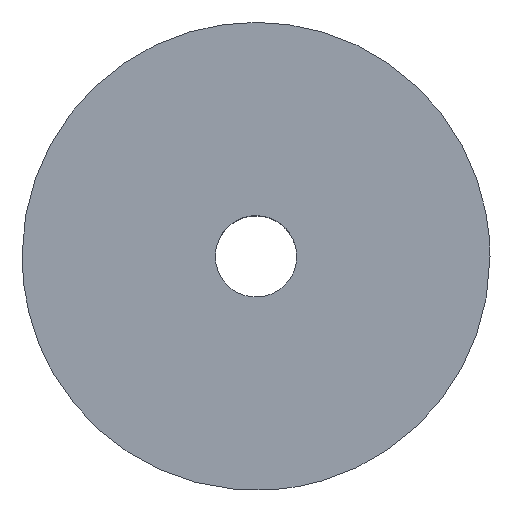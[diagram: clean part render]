
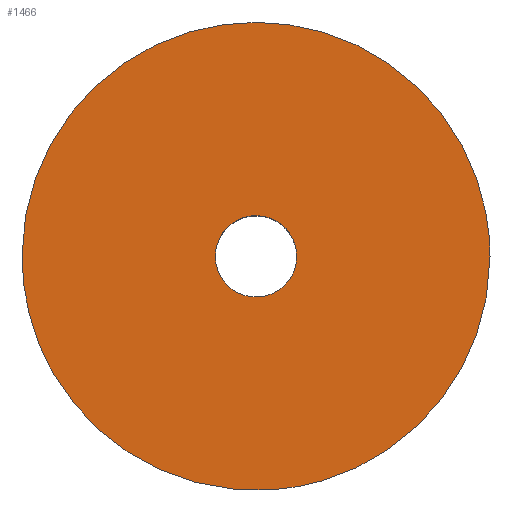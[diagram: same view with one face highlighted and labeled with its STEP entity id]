
A CAD part, top view. The second image highlights one B-rep face of the part: STEP entity #1466.
In plain terms, the highlighted free-form (B-spline) face has degree [1, 1] with [2, 2] control points.
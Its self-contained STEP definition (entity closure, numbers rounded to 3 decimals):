
#716=CARTESIAN_POINT('',(0.902,-11.465,14.));
#717=VERTEX_POINT('',#716);
#723=CARTESIAN_POINT('',(-10.693,-4.231,14.));
#724=VERTEX_POINT('',#723);
#725=CARTESIAN_POINT('',(0.902,-11.465,14.));
#726=CARTESIAN_POINT('',(0.452,-11.5,14.));
#727=CARTESIAN_POINT('',(0.,-11.5,14.));
#728=CARTESIAN_POINT('',(-7.817,-11.5,14.));
#729=CARTESIAN_POINT('',(-10.693,-4.231,14.));
#737=(BOUNDED_CURVE()B_SPLINE_CURVE(2,(#725,#726,#727,#728,#729),.UNSPECIFIED.,.F.,.U.)B_SPLINE_CURVE_WITH_KNOTS((3,2,3),(0.736,0.75,0.938),.UNSPECIFIED.)CURVE()GEOMETRIC_REPRESENTATION_ITEM()RATIONAL_B_SPLINE_CURVE((0.97,0.984,1.0,0.78,0.89))REPRESENTATION_ITEM(''));
#738=EDGE_CURVE('',#717,#724,#737,.T.);
#790=CARTESIAN_POINT('',(-11.5,0.0,14.0));
#791=VERTEX_POINT('',#790);
#792=CARTESIAN_POINT('',(-10.693,-4.231,14.));
#793=CARTESIAN_POINT('',(-11.5,-2.192,14.));
#794=CARTESIAN_POINT('',(-11.5,0.0,14.0));
#802=(BOUNDED_CURVE()B_SPLINE_CURVE(2,(#792,#793,#794),.UNSPECIFIED.,.F.,.U.)B_SPLINE_CURVE_WITH_KNOTS((3,3),(0.938,1.0),.UNSPECIFIED.)CURVE()GEOMETRIC_REPRESENTATION_ITEM()RATIONAL_B_SPLINE_CURVE((0.89,0.927,1.0))REPRESENTATION_ITEM(''));
#803=EDGE_CURVE('',#724,#791,#802,.T.);
#805=CARTESIAN_POINT('',(11.5,0.0,14.0));
#806=VERTEX_POINT('',#805);
#807=CARTESIAN_POINT('',(-11.5,0.0,14.0));
#808=CARTESIAN_POINT('',(-11.5,11.5,14.));
#809=CARTESIAN_POINT('',(0.0,11.5,14.0));
#810=CARTESIAN_POINT('',(11.5,11.5,14.));
#811=CARTESIAN_POINT('',(11.5,0.0,14.0));
#819=(BOUNDED_CURVE()B_SPLINE_CURVE(2,(#807,#808,#809,#810,#811),.UNSPECIFIED.,.F.,.U.)B_SPLINE_CURVE_WITH_KNOTS((3,2,3),(0.0,0.25,0.5),.UNSPECIFIED.)CURVE()GEOMETRIC_REPRESENTATION_ITEM()RATIONAL_B_SPLINE_CURVE((1.0,0.707,1.0,0.707,1.0))REPRESENTATION_ITEM(''));
#820=EDGE_CURVE('',#791,#806,#819,.T.);
#822=CARTESIAN_POINT('',(11.5,0.0,14.0));
#823=CARTESIAN_POINT('',(11.5,-10.63,14.));
#824=CARTESIAN_POINT('',(0.902,-11.465,14.));
#832=(BOUNDED_CURVE()B_SPLINE_CURVE(2,(#822,#823,#824),.UNSPECIFIED.,.F.,.U.)B_SPLINE_CURVE_WITH_KNOTS((3,3),(0.5,0.736),.UNSPECIFIED.)CURVE()GEOMETRIC_REPRESENTATION_ITEM()RATIONAL_B_SPLINE_CURVE((1.0,0.723,0.97))REPRESENTATION_ITEM(''));
#833=EDGE_CURVE('',#806,#717,#832,.T.);
#921=CARTESIAN_POINT('',(-0.236,1.986,14.));
#922=VERTEX_POINT('',#921);
#923=CARTESIAN_POINT('',(2.0,0.0,14.0));
#924=VERTEX_POINT('',#923);
#925=CARTESIAN_POINT('',(-0.236,1.986,14.));
#926=CARTESIAN_POINT('',(-0.118,2.,14.));
#927=CARTESIAN_POINT('',(0.0,2.0,14.0));
#928=CARTESIAN_POINT('',(2.,2.,14.));
#929=CARTESIAN_POINT('',(2.0,0.0,14.0));
#937=(BOUNDED_CURVE()B_SPLINE_CURVE(2,(#925,#926,#927,#928,#929),.UNSPECIFIED.,.F.,.U.)B_SPLINE_CURVE_WITH_KNOTS((3,2,3),(0.23,0.25,0.5),.UNSPECIFIED.)CURVE()GEOMETRIC_REPRESENTATION_ITEM()RATIONAL_B_SPLINE_CURVE((0.956,0.976,1.0,0.707,1.0))REPRESENTATION_ITEM(''));
#938=EDGE_CURVE('',#922,#924,#937,.T.);
#979=CARTESIAN_POINT('',(0.122,-1.996,14.0));
#980=VERTEX_POINT('',#979);
#986=CARTESIAN_POINT('',(2.0,0.0,14.0));
#987=CARTESIAN_POINT('',(2.,-1.881,14.0));
#988=CARTESIAN_POINT('',(0.122,-1.996,14.));
#996=(BOUNDED_CURVE()B_SPLINE_CURVE(2,(#986,#987,#988),.UNSPECIFIED.,.F.,.U.)B_SPLINE_CURVE_WITH_KNOTS((3,3),(0.5,0.739),.UNSPECIFIED.)CURVE()GEOMETRIC_REPRESENTATION_ITEM()RATIONAL_B_SPLINE_CURVE((1.0,0.72,0.976))REPRESENTATION_ITEM(''));
#997=EDGE_CURVE('',#924,#980,#996,.T.);
#1020=CARTESIAN_POINT('',(-2.0,0.0,14.0));
#1021=VERTEX_POINT('',#1020);
#1022=CARTESIAN_POINT('',(-2.0,0.0,14.0));
#1023=CARTESIAN_POINT('',(-2.,1.776,14.));
#1024=CARTESIAN_POINT('',(-0.236,1.986,14.));
#1032=(BOUNDED_CURVE()B_SPLINE_CURVE(2,(#1022,#1023,#1024),.UNSPECIFIED.,.F.,.U.)B_SPLINE_CURVE_WITH_KNOTS((3,3),(0.0,0.23),.UNSPECIFIED.)CURVE()GEOMETRIC_REPRESENTATION_ITEM()RATIONAL_B_SPLINE_CURVE((1.0,0.731,0.956))REPRESENTATION_ITEM(''));
#1033=EDGE_CURVE('',#1021,#922,#1032,.T.);
#1035=CARTESIAN_POINT('',(0.122,-1.996,14.));
#1036=CARTESIAN_POINT('',(0.061,-2.0,14.));
#1037=CARTESIAN_POINT('',(0.0,-2.0,14.0));
#1038=CARTESIAN_POINT('',(-2.,-2.,14.));
#1039=CARTESIAN_POINT('',(-2.0,0.0,14.0));
#1047=(BOUNDED_CURVE()B_SPLINE_CURVE(2,(#1035,#1036,#1037,#1038,#1039),.UNSPECIFIED.,.F.,.U.)B_SPLINE_CURVE_WITH_KNOTS((3,2,3),(0.739,0.75,1.0),.UNSPECIFIED.)CURVE()GEOMETRIC_REPRESENTATION_ITEM()RATIONAL_B_SPLINE_CURVE((0.976,0.988,1.0,0.707,1.0))REPRESENTATION_ITEM(''));
#1048=EDGE_CURVE('',#980,#1021,#1047,.T.);
#1449=CARTESIAN_POINT('',(12.649,-12.649,14.0));
#1450=CARTESIAN_POINT('',(-12.649,-12.649,14.0));
#1451=CARTESIAN_POINT('',(12.649,12.649,14.0));
#1452=CARTESIAN_POINT('',(-12.649,12.649,14.0));
#1453=B_SPLINE_SURFACE_WITH_KNOTS('',1,1,((#1449,#1451),(#1450,#1452)),.UNSPECIFIED.,.F.,.F.,.U.,(2,2),(2,2),(0.0,25.298),(0.0,25.297),.UNSPECIFIED.);
#1454=ORIENTED_EDGE('',*,*,#803,.F.);
#1455=ORIENTED_EDGE('',*,*,#738,.F.);
#1456=ORIENTED_EDGE('',*,*,#833,.F.);
#1457=ORIENTED_EDGE('',*,*,#820,.F.);
#1458=EDGE_LOOP('',(#1454,#1455,#1456,#1457));
#1459=FACE_OUTER_BOUND('',#1458,.T.);
#1460=ORIENTED_EDGE('',*,*,#997,.T.);
#1461=ORIENTED_EDGE('',*,*,#1048,.T.);
#1462=ORIENTED_EDGE('',*,*,#1033,.T.);
#1463=ORIENTED_EDGE('',*,*,#938,.T.);
#1464=EDGE_LOOP('',(#1460,#1461,#1462,#1463));
#1465=FACE_BOUND('',#1464,.T.);
#1466=ADVANCED_FACE('',(#1459,#1465),#1453,.F.);
